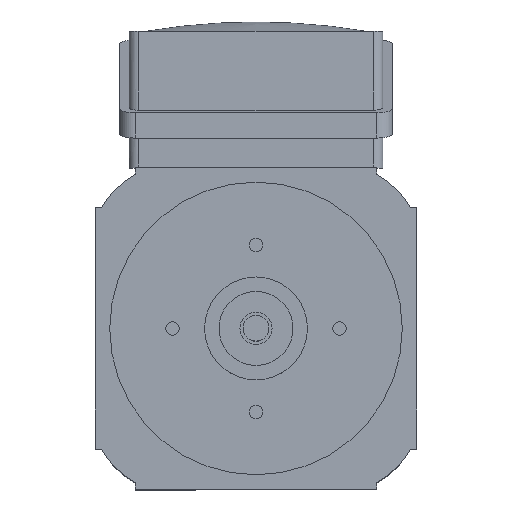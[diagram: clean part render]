
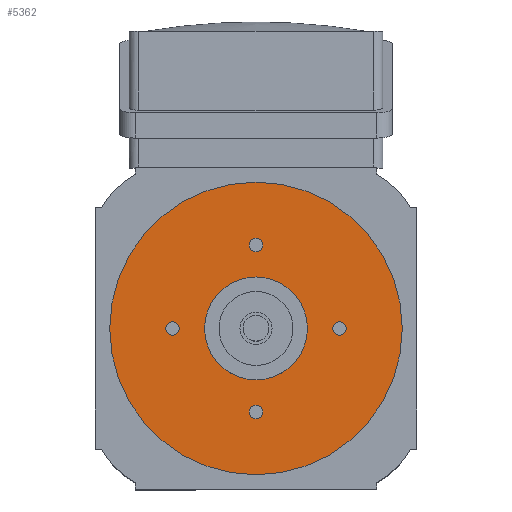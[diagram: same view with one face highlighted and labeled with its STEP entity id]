
A CAD part, top view. The second image highlights one B-rep face of the part: STEP entity #5362.
In plain terms, the highlighted planar face has unit normal (0, 0, 1).
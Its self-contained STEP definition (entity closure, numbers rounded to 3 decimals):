
#78 = DIRECTION ( 'NONE',  ( 1., 0., 0. ) ) ;
#127 = VERTEX_POINT ( 'NONE', #2842 ) ;
#279 = AXIS2_PLACEMENT_3D ( 'NONE', #2700, #2625, #3118 ) ;
#359 = VERTEX_POINT ( 'NONE', #3142 ) ;
#368 = AXIS2_PLACEMENT_3D ( 'NONE', #3454, #3862, #78 ) ;
#376 = AXIS2_PLACEMENT_3D ( 'NONE', #3308, #3284, #1224 ) ;
#380 = FACE_BOUND ( 'NONE', #2358, .T. ) ;
#431 = ORIENTED_EDGE ( 'NONE', *, *, #2081, .F. ) ;
#459 = EDGE_CURVE ( 'NONE', #3300, #4433, #3539, .T. ) ;
#486 = ORIENTED_EDGE ( 'NONE', *, *, #1050, .F. ) ;
#500 = DIRECTION ( 'NONE',  ( 1., 0., 0. ) ) ;
#596 = ORIENTED_EDGE ( 'NONE', *, *, #4294, .F. ) ;
#602 = CARTESIAN_POINT ( 'NONE',  ( 2.1, 26., 0. ) ) ;
#603 = DIRECTION ( 'NONE',  ( 0., 0., 1. ) ) ;
#827 = CARTESIAN_POINT ( 'NONE',  ( 23.9, 0., 0. ) ) ;
#844 = VERTEX_POINT ( 'NONE', #827 ) ;
#848 = DIRECTION ( 'NONE',  ( 0., 0., 1. ) ) ;
#861 = CARTESIAN_POINT ( 'NONE',  ( 0., 0., 0. ) ) ;
#948 = CIRCLE ( 'NONE', #5150, 2.1 ) ;
#987 = AXIS2_PLACEMENT_3D ( 'NONE', #5181, #2604, #3380 ) ;
#1050 = EDGE_CURVE ( 'NONE', #1856, #844, #948, .T. ) ;
#1145 = AXIS2_PLACEMENT_3D ( 'NONE', #5220, #2697, #2774 ) ;
#1151 = EDGE_LOOP ( 'NONE', ( #486, #4335 ) ) ;
#1159 = VERTEX_POINT ( 'NONE', #4435 ) ;
#1224 = DIRECTION ( 'NONE',  ( 1., 0., 0. ) ) ;
#1286 = ORIENTED_EDGE ( 'NONE', *, *, #5168, .F. ) ;
#1339 = EDGE_CURVE ( 'NONE', #4139, #2993, #4464, .T. ) ;
#1389 = VERTEX_POINT ( 'NONE', #602 ) ;
#1478 = DIRECTION ( 'NONE',  ( 0., 0., 1. ) ) ;
#1488 = EDGE_LOOP ( 'NONE', ( #5300, #596 ) ) ;
#1501 = CARTESIAN_POINT ( 'NONE',  ( 0., 26., 0. ) ) ;
#1579 = CARTESIAN_POINT ( 'NONE',  ( -16., 0., 0. ) ) ;
#1658 = ORIENTED_EDGE ( 'NONE', *, *, #4822, .T. ) ;
#1667 = PLANE ( 'NONE',  #376 ) ;
#1732 = CARTESIAN_POINT ( 'NONE',  ( 16., 0., 0. ) ) ;
#1842 = CARTESIAN_POINT ( 'NONE',  ( -26., 0., 0. ) ) ;
#1848 = CARTESIAN_POINT ( 'NONE',  ( -28.1, 0., 0. ) ) ;
#1856 = VERTEX_POINT ( 'NONE', #5209 ) ;
#1890 = CIRCLE ( 'NONE', #2400, 16. ) ;
#1916 = AXIS2_PLACEMENT_3D ( 'NONE', #3403, #2195, #5202 ) ;
#1967 = ORIENTED_EDGE ( 'NONE', *, *, #4449, .F. ) ;
#1969 = CARTESIAN_POINT ( 'NONE',  ( -23.9, 0., 0. ) ) ;
#2002 = EDGE_CURVE ( 'NONE', #2993, #4139, #2030, .T. ) ;
#2030 = CIRCLE ( 'NONE', #2981, 2.1 ) ;
#2054 = FACE_BOUND ( 'NONE', #1151, .T. ) ;
#2081 = EDGE_CURVE ( 'NONE', #1159, #127, #3062, .T. ) ;
#2082 = AXIS2_PLACEMENT_3D ( 'NONE', #2494, #848, #500 ) ;
#2155 = DIRECTION ( 'NONE',  ( 0., 0., 1. ) ) ;
#2195 = DIRECTION ( 'NONE',  ( 0., 0., 1. ) ) ;
#2266 = DIRECTION ( 'NONE',  ( 1., 0., 0. ) ) ;
#2358 = EDGE_LOOP ( 'NONE', ( #4786, #431 ) ) ;
#2400 = AXIS2_PLACEMENT_3D ( 'NONE', #2425, #3279, #2880 ) ;
#2425 = CARTESIAN_POINT ( 'NONE',  ( 0., 0., 0. ) ) ;
#2454 = FACE_BOUND ( 'NONE', #2617, .T. ) ;
#2494 = CARTESIAN_POINT ( 'NONE',  ( 0., 0., 0. ) ) ;
#2604 = DIRECTION ( 'NONE',  ( 0., 0., 1. ) ) ;
#2617 = EDGE_LOOP ( 'NONE', ( #4989, #4927 ) ) ;
#2625 = DIRECTION ( 'NONE',  ( 0., 0., 1. ) ) ;
#2697 = DIRECTION ( 'NONE',  ( 0., 0., 1. ) ) ;
#2700 = CARTESIAN_POINT ( 'NONE',  ( 0., -26., 0. ) ) ;
#2725 = CIRCLE ( 'NONE', #368, 45.5 ) ;
#2774 = DIRECTION ( 'NONE',  ( 1., 0., 0. ) ) ;
#2839 = CARTESIAN_POINT ( 'NONE',  ( 26., 0., 0. ) ) ;
#2842 = CARTESIAN_POINT ( 'NONE',  ( 2.1, -26., 0. ) ) ;
#2858 = FACE_BOUND ( 'NONE', #3713, .T. ) ;
#2873 = VERTEX_POINT ( 'NONE', #1732 ) ;
#2880 = DIRECTION ( 'NONE',  ( 1., 0., 0. ) ) ;
#2981 = AXIS2_PLACEMENT_3D ( 'NONE', #1842, #603, #4320 ) ;
#2990 = CIRCLE ( 'NONE', #987, 2.1 ) ;
#2993 = VERTEX_POINT ( 'NONE', #1848 ) ;
#3062 = CIRCLE ( 'NONE', #279, 2.1 ) ;
#3109 = DIRECTION ( 'NONE',  ( 0., 0., 1. ) ) ;
#3118 = DIRECTION ( 'NONE',  ( 1., 0., 0. ) ) ;
#3142 = CARTESIAN_POINT ( 'NONE',  ( -2.1, 26., 0. ) ) ;
#3279 = DIRECTION ( 'NONE',  ( 0., 0., 1. ) ) ;
#3284 = DIRECTION ( 'NONE',  ( 0., 0., 1. ) ) ;
#3300 = VERTEX_POINT ( 'NONE', #4707 ) ;
#3308 = CARTESIAN_POINT ( 'NONE',  ( 0., 0., 0. ) ) ;
#3374 = CIRCLE ( 'NONE', #1916, 2.1 ) ;
#3380 = DIRECTION ( 'NONE',  ( 1., 0., 0. ) ) ;
#3403 = CARTESIAN_POINT ( 'NONE',  ( 0., 26., 0. ) ) ;
#3454 = CARTESIAN_POINT ( 'NONE',  ( 0., 0., 0. ) ) ;
#3477 = EDGE_CURVE ( 'NONE', #3827, #2873, #1890, .T. ) ;
#3539 = CIRCLE ( 'NONE', #3975, 45.5 ) ;
#3600 = CARTESIAN_POINT ( 'NONE',  ( 26., 0., 0. ) ) ;
#3687 = FACE_OUTER_BOUND ( 'NONE', #3857, .T. ) ;
#3692 = EDGE_CURVE ( 'NONE', #844, #1856, #4607, .T. ) ;
#3713 = EDGE_LOOP ( 'NONE', ( #1967, #1286 ) ) ;
#3741 = ORIENTED_EDGE ( 'NONE', *, *, #459, .T. ) ;
#3761 = AXIS2_PLACEMENT_3D ( 'NONE', #1501, #1478, #4375 ) ;
#3827 = VERTEX_POINT ( 'NONE', #1579 ) ;
#3857 = EDGE_LOOP ( 'NONE', ( #1658, #3741 ) ) ;
#3862 = DIRECTION ( 'NONE',  ( 0., 0., 1. ) ) ;
#3975 = AXIS2_PLACEMENT_3D ( 'NONE', #861, #2155, #5378 ) ;
#3985 = CIRCLE ( 'NONE', #2082, 16. ) ;
#4042 = DIRECTION ( 'NONE',  ( 1., 0., 0. ) ) ;
#4139 = VERTEX_POINT ( 'NONE', #1969 ) ;
#4294 = EDGE_CURVE ( 'NONE', #2873, #3827, #3985, .T. ) ;
#4320 = DIRECTION ( 'NONE',  ( 1., 0., 0. ) ) ;
#4335 = ORIENTED_EDGE ( 'NONE', *, *, #3692, .F. ) ;
#4375 = DIRECTION ( 'NONE',  ( 1., 0., 0. ) ) ;
#4415 = DIRECTION ( 'NONE',  ( 0., 0., 1. ) ) ;
#4433 = VERTEX_POINT ( 'NONE', #5157 ) ;
#4435 = CARTESIAN_POINT ( 'NONE',  ( -2.1, -26., 0. ) ) ;
#4449 = EDGE_CURVE ( 'NONE', #1389, #359, #3374, .T. ) ;
#4464 = CIRCLE ( 'NONE', #1145, 2.1 ) ;
#4607 = CIRCLE ( 'NONE', #4856, 2.1 ) ;
#4707 = CARTESIAN_POINT ( 'NONE',  ( -45.5, 0., 0. ) ) ;
#4786 = ORIENTED_EDGE ( 'NONE', *, *, #5003, .F. ) ;
#4822 = EDGE_CURVE ( 'NONE', #4433, #3300, #2725, .T. ) ;
#4835 = CIRCLE ( 'NONE', #3761, 2.1 ) ;
#4856 = AXIS2_PLACEMENT_3D ( 'NONE', #2839, #4415, #2266 ) ;
#4927 = ORIENTED_EDGE ( 'NONE', *, *, #2002, .F. ) ;
#4989 = ORIENTED_EDGE ( 'NONE', *, *, #1339, .F. ) ;
#5003 = EDGE_CURVE ( 'NONE', #127, #1159, #2990, .T. ) ;
#5150 = AXIS2_PLACEMENT_3D ( 'NONE', #3600, #3109, #4042 ) ;
#5157 = CARTESIAN_POINT ( 'NONE',  ( 45.5, 0., 0. ) ) ;
#5168 = EDGE_CURVE ( 'NONE', #359, #1389, #4835, .T. ) ;
#5181 = CARTESIAN_POINT ( 'NONE',  ( 0., -26., 0. ) ) ;
#5202 = DIRECTION ( 'NONE',  ( 1., 0., 0. ) ) ;
#5209 = CARTESIAN_POINT ( 'NONE',  ( 28.1, 0., 0. ) ) ;
#5220 = CARTESIAN_POINT ( 'NONE',  ( -26., 0., 0. ) ) ;
#5300 = ORIENTED_EDGE ( 'NONE', *, *, #3477, .F. ) ;
#5362 = ADVANCED_FACE ( 'NONE', ( #2858, #2454, #380, #2054, #3687, #5387 ), #1667, .T. ) ;
#5378 = DIRECTION ( 'NONE',  ( 1., 0., 0. ) ) ;
#5387 = FACE_BOUND ( 'NONE', #1488, .T. ) ;
